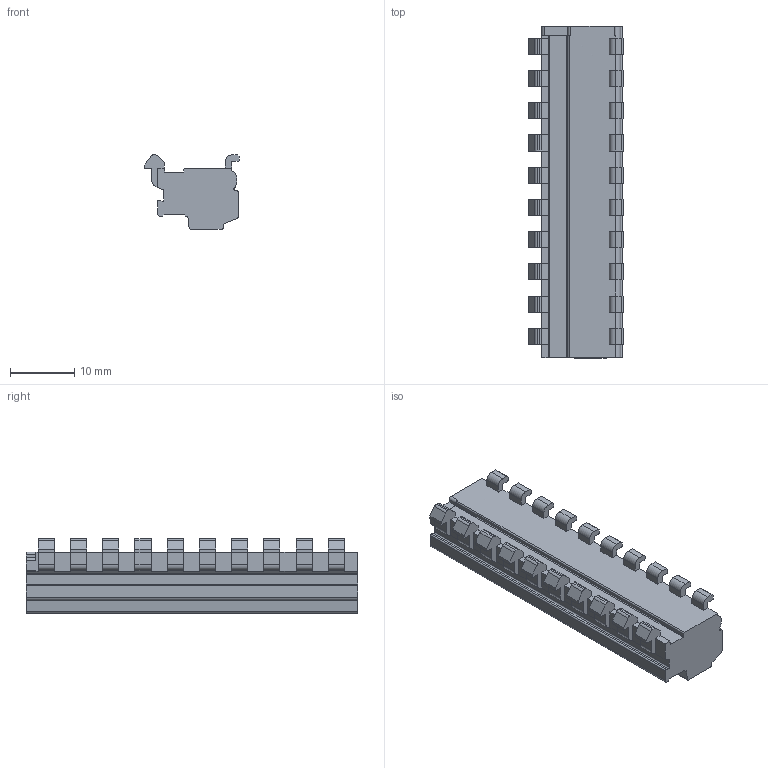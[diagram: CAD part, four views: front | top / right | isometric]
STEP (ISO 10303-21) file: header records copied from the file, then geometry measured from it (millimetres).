
FILE_DESCRIPTION((''),'2;1');
FILE_NAME('PRT0007','2024-10-15T13:20:56',('tluser'),(''),'CREO PARAMETRIC BY PTC INC, 2018100','CREO PARAMETRIC BY PTC INC, 2018100','');
FILE_SCHEMA(('CONFIG_CONTROL_DESIGN'));
Length unit declared in the file: millimetre
Products named in the file (1): PRT0007
Bounding box: 14.7 x 51.5 x 11.5 mm (x, y, z)
Volume: 5277.1 mm3; surface area: 3129.3 mm2
Topology: 1 solids, 1 shells, 465 faces, 1291 edges, 858 vertices
Faces by surface type: plane 314, cylinder 131, cone 20
Entity records: 15814 total; most frequent: CARTESIAN_POINT 3673, ORIENTED_EDGE 2582, DIRECTION 2450, EDGE_CURVE 1291, VECTOR 956, LINE 956, VERTEX_POINT 858, AXIS2_PLACEMENT_3D 747
